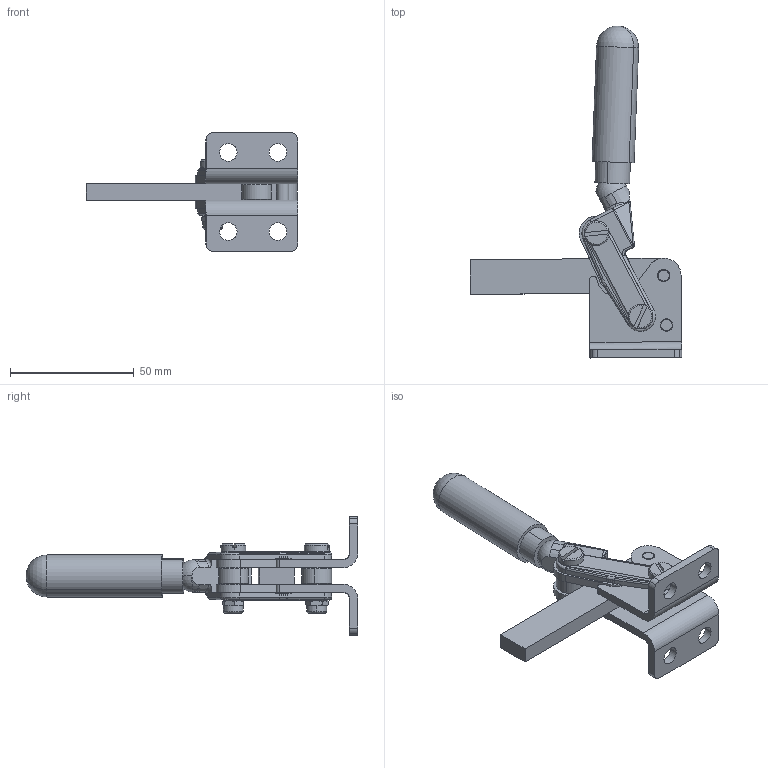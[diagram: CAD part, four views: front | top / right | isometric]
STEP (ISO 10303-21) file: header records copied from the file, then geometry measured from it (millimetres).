
FILE_DESCRIPTION((''),'2;1');
FILE_NAME('621.0.stp','2005-09-01T12:10:02',('CAD'),(''),'Autodesk Inventor 8','Autodesk Inventor 8','');
FILE_SCHEMA(('AUTOMOTIVE_DESIGN { 1 0 10303 214 1 1 1 1 }'));
Length unit declared in the file: millimetre
Products named in the file (1): Part74
Bounding box: 85.3 x 133.96 x 48 mm (x, y, z)
Volume: 40644.1 mm3; surface area: 21450.3 mm2
Topology: 1 solids, 106 shells, 846 faces, 1799 edges, 1150 vertices
Faces by surface type: plane 488, bspline 147, cylinder 108, cone 77, sphere 22, torus 4
Entity records: 26568 total; most frequent: CARTESIAN_POINT 8697, DIRECTION 3737, ORIENTED_EDGE 3556, EDGE_CURVE 1778, AXIS2_PLACEMENT_3D 1343, VERTEX_POINT 1145, VECTOR 1051, LINE 1051
